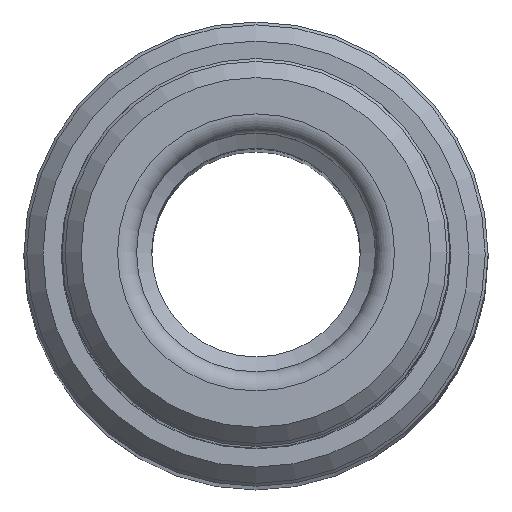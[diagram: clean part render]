
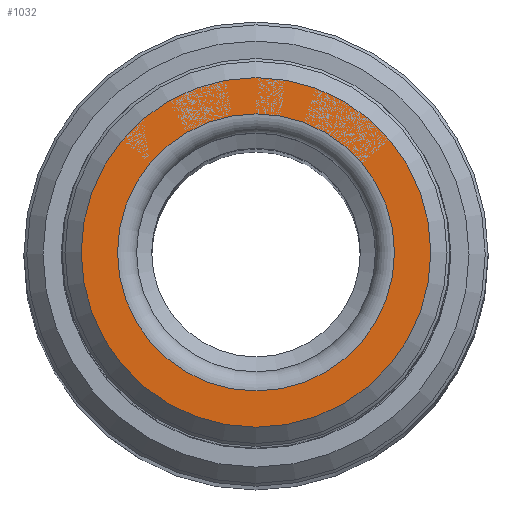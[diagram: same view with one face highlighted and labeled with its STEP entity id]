
A CAD part, top view. The second image highlights one B-rep face of the part: STEP entity #1032.
In plain terms, the highlighted planar face has unit normal (0, 0, 1).
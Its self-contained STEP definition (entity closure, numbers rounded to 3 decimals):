
#50=PLANE('',#1108);
#75=ORIENTED_EDGE('',*,*,#189,.F.);
#76=ORIENTED_EDGE('',*,*,#190,.T.);
#189=EDGE_CURVE('',#248,#248,#307,.T.);
#190=EDGE_CURVE('',#249,#249,#308,.F.);
#248=VERTEX_POINT('',#1477);
#249=VERTEX_POINT('',#1479);
#307=CIRCLE('',#1109,7.25);
#308=CIRCLE('',#1110,9.15);
#370=EDGE_LOOP('',(#75));
#371=EDGE_LOOP('',(#76));
#488=FACE_BOUND('',#370,.T.);
#489=FACE_BOUND('',#371,.T.);
#1032=ADVANCED_FACE('',(#488,#489),#50,.F.);
#1108=AXIS2_PLACEMENT_3D('',#1475,#1245,#1246);
#1109=AXIS2_PLACEMENT_3D('',#1476,#1247,#1248);
#1110=AXIS2_PLACEMENT_3D('',#1478,#1249,#1250);
#1245=DIRECTION('',(0.,0.,-1.));
#1246=DIRECTION('',(-1.,0.,0.));
#1247=DIRECTION('',(0.,0.,1.));
#1248=DIRECTION('',(1.,0.,0.));
#1249=DIRECTION('',(0.,0.,-1.));
#1250=DIRECTION('',(-1.,0.,0.));
#1475=CARTESIAN_POINT('',(10.,0.,170.));
#1476=CARTESIAN_POINT('',(0.,0.,170.));
#1477=CARTESIAN_POINT('',(7.25,0.,170.));
#1478=CARTESIAN_POINT('',(0.,0.,170.));
#1479=CARTESIAN_POINT('',(-9.15,0.,170.));
